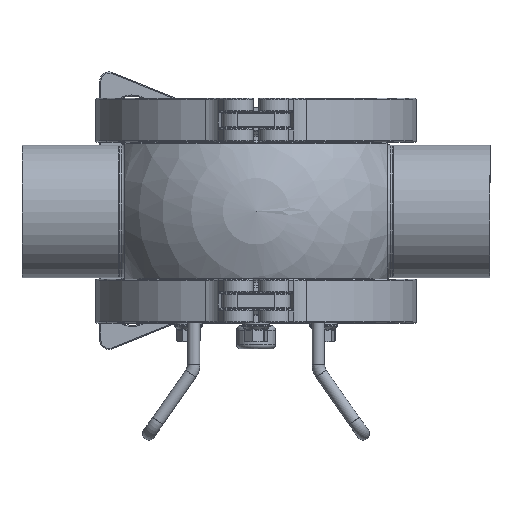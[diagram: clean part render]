
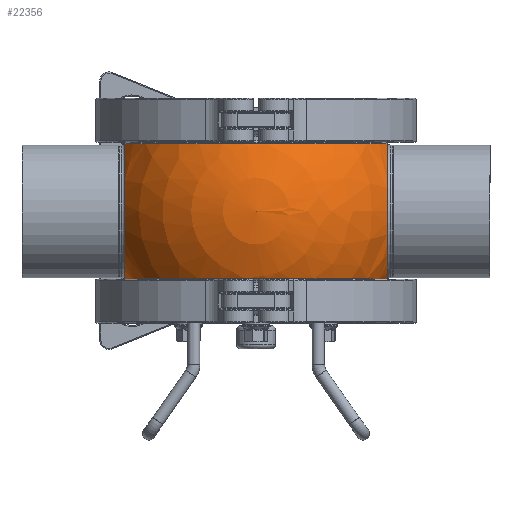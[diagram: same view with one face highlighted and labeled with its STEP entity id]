
A CAD part, top view. The second image highlights one B-rep face of the part: STEP entity #22356.
In plain terms, the highlighted spherical face has radius 97.5 mm.
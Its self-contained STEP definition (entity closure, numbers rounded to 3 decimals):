
#139=SPHERICAL_SURFACE('',#24627,97.5);
#2626=FACE_OUTER_BOUND('',#4023,.T.);
#4023=EDGE_LOOP('',(#17295,#17296,#17297,#17298,#17299,#17300,#17301));
#7285=CIRCLE('',#24622,49.5);
#7286=CIRCLE('',#24623,49.5);
#7289=CIRCLE('',#24628,49.5);
#7290=CIRCLE('',#24629,87.329);
#7291=CIRCLE('',#24630,97.5);
#7292=CIRCLE('',#24631,87.329);
#9232=VERTEX_POINT('',#44289);
#9233=VERTEX_POINT('',#44293);
#9234=VERTEX_POINT('',#44295);
#9237=VERTEX_POINT('',#44306);
#9238=VERTEX_POINT('',#44307);
#9239=VERTEX_POINT('',#44310);
#12071=EDGE_CURVE('',#9233,#9232,#7285,.T.);
#12072=EDGE_CURVE('',#9234,#9233,#7286,.T.);
#12076=EDGE_CURVE('',#9237,#9238,#7289,.T.);
#12077=EDGE_CURVE('',#9238,#9234,#7290,.T.);
#12078=EDGE_CURVE('',#9239,#9233,#7291,.T.);
#12079=EDGE_CURVE('',#9237,#9232,#7292,.T.);
#17295=ORIENTED_EDGE('',*,*,#12076,.T.);
#17296=ORIENTED_EDGE('',*,*,#12077,.T.);
#17297=ORIENTED_EDGE('',*,*,#12072,.T.);
#17298=ORIENTED_EDGE('',*,*,#12078,.F.);
#17299=ORIENTED_EDGE('',*,*,#12078,.T.);
#17300=ORIENTED_EDGE('',*,*,#12071,.T.);
#17301=ORIENTED_EDGE('',*,*,#12079,.F.);
#22356=ADVANCED_FACE('',(#2626),#139,.T.);
#24622=AXIS2_PLACEMENT_3D('',#44294,#29765,#29766);
#24623=AXIS2_PLACEMENT_3D('',#44296,#29767,#29768);
#24627=AXIS2_PLACEMENT_3D('',#44305,#29775,#29776);
#24628=AXIS2_PLACEMENT_3D('',#44308,#29777,#29778);
#24629=AXIS2_PLACEMENT_3D('',#44309,#29779,#29780);
#24630=AXIS2_PLACEMENT_3D('',#44311,#29781,#29782);
#24631=AXIS2_PLACEMENT_3D('',#44312,#29783,#29784);
#29765=DIRECTION('center_axis',(-1.,0.,0.));
#29766=DIRECTION('ref_axis',(0.,0.,
1.));
#29767=DIRECTION('center_axis',(-1.,0.,0.));
#29768=DIRECTION('ref_axis',(0.,0.,
1.));
#29775=DIRECTION('center_axis',(0.,0.,
1.));
#29776=DIRECTION('ref_axis',(-1.,0.,0.));
#29777=DIRECTION('center_axis',(1.,0.,0.));
#29778=DIRECTION('ref_axis',(0.,0.,
-1.));
#29779=DIRECTION('center_axis',(0.,1.,0.));
#29780=DIRECTION('ref_axis',(1.,0.,0.));
#29781=DIRECTION('center_axis',(0.,1.,0.));
#29782=DIRECTION('ref_axis',(1.,0.,0.));
#29783=DIRECTION('center_axis',(0.,1.,0.));
#29784=DIRECTION('ref_axis',(1.,0.,0.));
#44289=CARTESIAN_POINT('',(84.,43.358,23.882));
#44293=CARTESIAN_POINT('',(84.,0.,49.5));
#44294=CARTESIAN_POINT('Origin',(84.,0.,0.));
#44295=CARTESIAN_POINT('',(84.,-43.358,23.882));
#44296=CARTESIAN_POINT('Origin',(84.,0.,0.));
#44305=CARTESIAN_POINT('Origin',(0.,0.,0.));
#44306=CARTESIAN_POINT('',(-84.,43.358,23.882));
#44307=CARTESIAN_POINT('',(-84.,-43.358,23.882));
#44308=CARTESIAN_POINT('Origin',(-84.,0.,
0.));
#44309=CARTESIAN_POINT('Origin',(0.,-43.358,
0.));
#44310=CARTESIAN_POINT('',(0.,0.,97.5));
#44311=CARTESIAN_POINT('Origin',(0.,0.,0.));
#44312=CARTESIAN_POINT('Origin',(0.,43.358,
0.));
